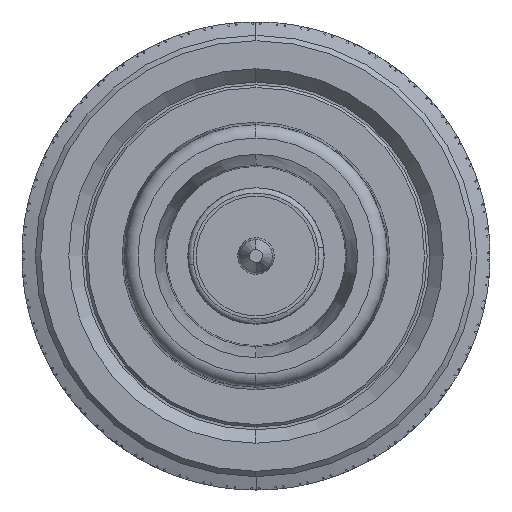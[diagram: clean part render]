
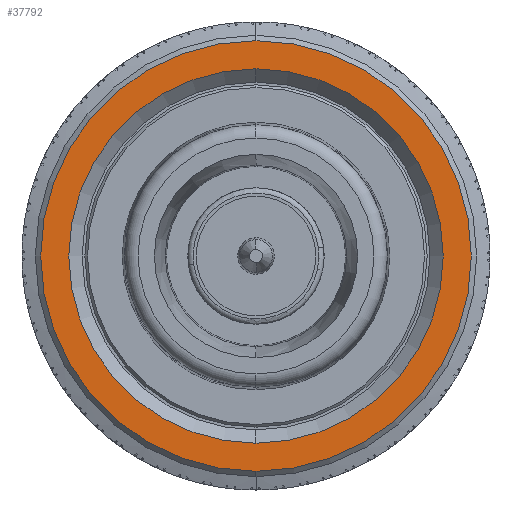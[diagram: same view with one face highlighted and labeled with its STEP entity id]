
A CAD part, left-side view. The second image highlights one B-rep face of the part: STEP entity #37792.
In plain terms, the highlighted planar face has unit normal (-1, 0, 0).
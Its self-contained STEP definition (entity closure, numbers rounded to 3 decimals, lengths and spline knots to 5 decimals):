
#2182 = CARTESIAN_POINT ( 'NONE',  ( 0.01969, 0., 0.27559 ) ) ;
#6157 = AXIS2_PLACEMENT_3D ( 'NONE', #16677, #27969, #45784 ) ;
#6503 = CIRCLE ( 'NONE', #39299, 0.27559 ) ;
#7038 = VERTEX_POINT ( 'NONE', #37114 ) ;
#8104 = DIRECTION ( 'NONE',  ( 1., 0., 0. ) ) ;
#9942 = FACE_OUTER_BOUND ( 'NONE', #21424, .T. ) ;
#10035 = CIRCLE ( 'NONE', #37378, 0.31693 ) ;
#10635 = DIRECTION ( 'NONE',  ( 0., 0., 1. ) ) ;
#11550 = ORIENTED_EDGE ( 'NONE', *, *, #22272, .T. ) ;
#14753 = VERTEX_POINT ( 'NONE', #43426 ) ;
#15970 = EDGE_LOOP ( 'NONE', ( #30228, #34262 ) ) ;
#16301 = CIRCLE ( 'NONE', #6157, 0.31693 ) ;
#16677 = CARTESIAN_POINT ( 'NONE',  ( 0.01969, 0., 0. ) ) ;
#18043 = ORIENTED_EDGE ( 'NONE', *, *, #20806, .T. ) ;
#18230 = CARTESIAN_POINT ( 'NONE',  ( 0.01969, 0.27559, 0. ) ) ;
#18454 = EDGE_CURVE ( 'NONE', #14753, #18546, #6503, .T. ) ;
#18546 = VERTEX_POINT ( 'NONE', #2182 ) ;
#19334 = CARTESIAN_POINT ( 'NONE',  ( 0.01969, 0., 0. ) ) ;
#20806 = EDGE_CURVE ( 'NONE', #24605, #7038, #10035, .T. ) ;
#21424 = EDGE_LOOP ( 'NONE', ( #11550, #18043 ) ) ;
#22272 = EDGE_CURVE ( 'NONE', #7038, #24605, #16301, .T. ) ;
#24605 = VERTEX_POINT ( 'NONE', #30031 ) ;
#24867 = DIRECTION ( 'NONE',  ( -1., 0., 0. ) ) ;
#26455 = CARTESIAN_POINT ( 'NONE',  ( 0.01969, 0., 0. ) ) ;
#27430 = DIRECTION ( 'NONE',  ( 0., 0., -1. ) ) ;
#27828 = AXIS2_PLACEMENT_3D ( 'NONE', #18230, #24867, #39763 ) ;
#27969 = DIRECTION ( 'NONE',  ( -1., 0., 0. ) ) ;
#29248 = CARTESIAN_POINT ( 'NONE',  ( 0.01969, 0., 0. ) ) ;
#30031 = CARTESIAN_POINT ( 'NONE',  ( 0.01969, 0., 0.31693 ) ) ;
#30228 = ORIENTED_EDGE ( 'NONE', *, *, #44812, .T. ) ;
#34008 = DIRECTION ( 'NONE',  ( 0., 0., -1. ) ) ;
#34262 = ORIENTED_EDGE ( 'NONE', *, *, #18454, .T. ) ;
#37114 = CARTESIAN_POINT ( 'NONE',  ( 0.01969, 0., -0.31693 ) ) ;
#37378 = AXIS2_PLACEMENT_3D ( 'NONE', #29248, #44104, #10635 ) ;
#37792 = ADVANCED_FACE ( 'NONE', ( #9942, #43657 ), #44388, .T. ) ;
#38413 = DIRECTION ( 'NONE',  ( 1., 0., 0. ) ) ;
#39147 = AXIS2_PLACEMENT_3D ( 'NONE', #26455, #8104, #34008 ) ;
#39299 = AXIS2_PLACEMENT_3D ( 'NONE', #19334, #38413, #27430 ) ;
#39763 = DIRECTION ( 'NONE',  ( 0., 0., 1. ) ) ;
#42988 = CIRCLE ( 'NONE', #39147, 0.27559 ) ;
#43426 = CARTESIAN_POINT ( 'NONE',  ( 0.01969, 0., -0.27559 ) ) ;
#43657 = FACE_BOUND ( 'NONE', #15970, .T. ) ;
#44104 = DIRECTION ( 'NONE',  ( -1., 0., 0. ) ) ;
#44388 = PLANE ( 'NONE',  #27828 ) ;
#44812 = EDGE_CURVE ( 'NONE', #18546, #14753, #42988, .T. ) ;
#45784 = DIRECTION ( 'NONE',  ( 0., 0., 1. ) ) ;
